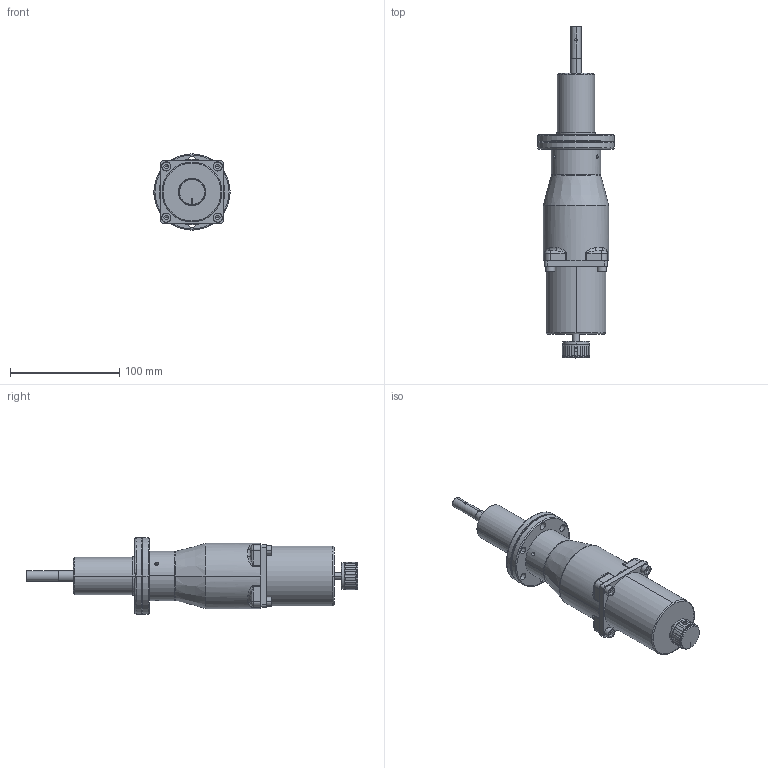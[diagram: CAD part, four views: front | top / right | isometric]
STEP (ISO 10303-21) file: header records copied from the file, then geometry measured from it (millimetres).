
FILE_DESCRIPTION((''),'2;1');
FILE_NAME('ZRD6MIW','2017-06-07T',('gavin.marshall'),(''),'CREO PARAMETRIC BY PTC INC, 2015080','CREO PARAMETRIC BY PTC INC, 2015080','');
FILE_SCHEMA(('AUTOMOTIVE_DESIGN { 1 0 10303 214 1 1 1 1 }'));
Length unit declared in the file: millimetre
Products named in the file (1): ZRD6MIW
Bounding box: 69.9 x 304.5 x 69.9 mm (x, y, z)
Volume: 327898.3 mm3; surface area: 96926.1 mm2
Topology: 2 solids, 3 shells, 500 faces, 1125 edges, 666 vertices
Faces by surface type: cylinder 213, plane 131, cone 85, torus 63, bspline 8
Entity records: 17386 total; most frequent: CARTESIAN_POINT 5684, DIRECTION 2568, ORIENTED_EDGE 2222, EDGE_CURVE 1111, AXIS2_PLACEMENT_3D 1086, VERTEX_POINT 666, CIRCLE 594, EDGE_LOOP 569
